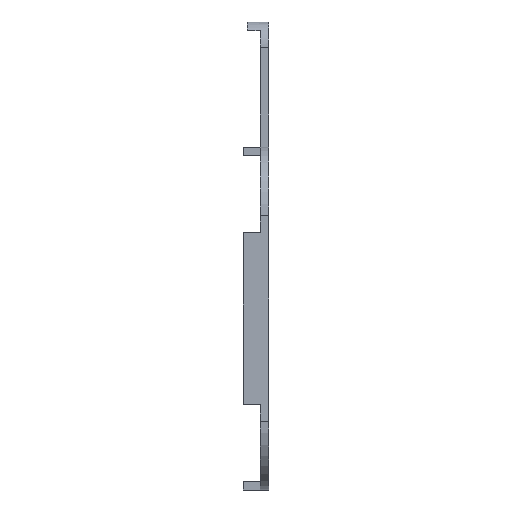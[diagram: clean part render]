
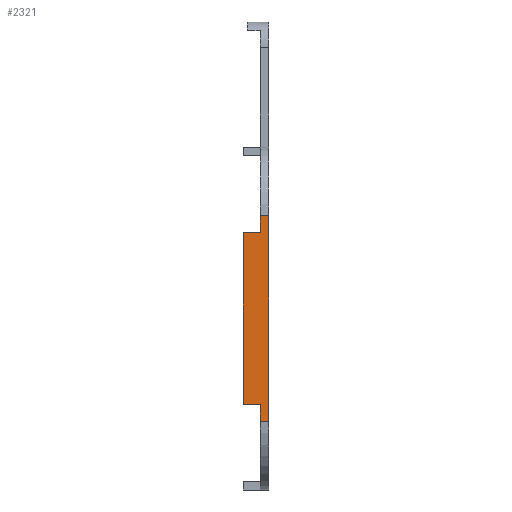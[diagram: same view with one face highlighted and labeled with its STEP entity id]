
A CAD part, left-side view. The second image highlights one B-rep face of the part: STEP entity #2321.
In plain terms, the highlighted planar face has unit normal (-1, 0, 0).
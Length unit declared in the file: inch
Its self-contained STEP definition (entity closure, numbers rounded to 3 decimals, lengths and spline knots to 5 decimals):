
#28=LINE('',#3315,#234);
#40=LINE('',#3342,#246);
#59=LINE('',#3391,#265);
#71=LINE('',#3410,#277);
#73=LINE('',#3413,#279);
#218=LINE('',#3901,#424);
#219=LINE('',#3904,#425);
#220=LINE('',#3905,#426);
#234=VECTOR('',#2636,0.25);
#246=VECTOR('',#2654,0.25);
#265=VECTOR('',#2693,0.125);
#277=VECTOR('',#2713,0.24643);
#279=VECTOR('',#2715,0.24647);
#424=VECTOR('',#3228,0.125);
#425=VECTOR('',#3233,2.50711);
#426=VECTOR('',#3234,3.);
#484=PLANE('',#2558);
#657=FACE_OUTER_BOUND('',#811,.T.);
#811=EDGE_LOOP('',(#2043,#2044,#2045,#2046,#2047,#2048,#2049,#2050));
#980=VERTEX_POINT('',#3312);
#981=VERTEX_POINT('',#3314);
#992=VERTEX_POINT('',#3339);
#993=VERTEX_POINT('',#3341);
#1010=VERTEX_POINT('',#3384);
#1013=VERTEX_POINT('',#3389);
#1017=VERTEX_POINT('',#3412);
#1176=VERTEX_POINT('',#3900);
#1206=EDGE_CURVE('',#981,#980,#28,.T.);
#1218=EDGE_CURVE('',#993,#992,#40,.T.);
#1241=EDGE_CURVE('',#1013,#1010,#59,.T.);
#1254=EDGE_CURVE('',#992,#1010,#71,.T.);
#1256=EDGE_CURVE('',#1017,#981,#73,.T.);
#1496=EDGE_CURVE('',#1176,#1017,#218,.T.);
#1498=EDGE_CURVE('',#993,#980,#219,.T.);
#1499=EDGE_CURVE('',#1176,#1013,#220,.T.);
#2043=ORIENTED_EDGE('',*,*,#1206,.T.);
#2044=ORIENTED_EDGE('',*,*,#1498,.F.);
#2045=ORIENTED_EDGE('',*,*,#1218,.T.);
#2046=ORIENTED_EDGE('',*,*,#1254,.T.);
#2047=ORIENTED_EDGE('',*,*,#1241,.F.);
#2048=ORIENTED_EDGE('',*,*,#1499,.F.);
#2049=ORIENTED_EDGE('',*,*,#1496,.T.);
#2050=ORIENTED_EDGE('',*,*,#1256,.T.);
#2321=ADVANCED_FACE('',(#657),#484,.T.);
#2558=AXIS2_PLACEMENT_3D('',#3903,#3231,#3232);
#2636=DIRECTION('',(0.,1.,0.));
#2654=DIRECTION('',(0.,-1.,0.));
#2693=DIRECTION('',(0.,1.,0.));
#2713=DIRECTION('',(0.,0.,-1.));
#2715=DIRECTION('',(0.,0.,-1.));
#3228=DIRECTION('',(0.,1.,0.));
#3231=DIRECTION('center_axis',(-1.,0.,0.));
#3232=DIRECTION('ref_axis',(0.,0.,1.));
#3233=DIRECTION('',(0.,0.,1.));
#3234=DIRECTION('',(0.,0.,-1.));
#3312=CARTESIAN_POINT('',(-7.58265,0.375,6.49124));
#3314=CARTESIAN_POINT('',(-7.58265,0.125,6.49124));
#3315=CARTESIAN_POINT('',(-7.58265,0.1875,6.49124));
#3339=CARTESIAN_POINT('',(-7.58265,0.125,3.98413));
#3341=CARTESIAN_POINT('',(-7.58265,0.375,3.98413));
#3342=CARTESIAN_POINT('',(-7.58265,0.1875,3.98413));
#3384=CARTESIAN_POINT('',(-7.58265,0.125,3.73771));
#3389=CARTESIAN_POINT('',(-7.58265,0.,3.73771));
#3391=CARTESIAN_POINT('',(-7.58265,0.,3.73771));
#3410=CARTESIAN_POINT('',(-7.58265,0.125,3.45104));
#3412=CARTESIAN_POINT('',(-7.58265,0.125,6.73771));
#3413=CARTESIAN_POINT('',(-7.58265,0.125,5.52435));
#3900=CARTESIAN_POINT('',(-7.58265,0.,6.73771));
#3901=CARTESIAN_POINT('',(-7.58265,0.,6.73771));
#3903=CARTESIAN_POINT('Origin',(-7.58265,0.,3.73771));
#3904=CARTESIAN_POINT('',(-7.58265,0.375,6.73771));
#3905=CARTESIAN_POINT('',(-7.58265,0.,6.73771));
